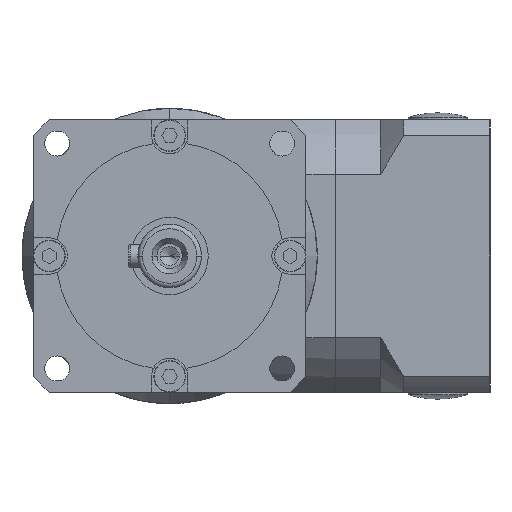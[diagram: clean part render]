
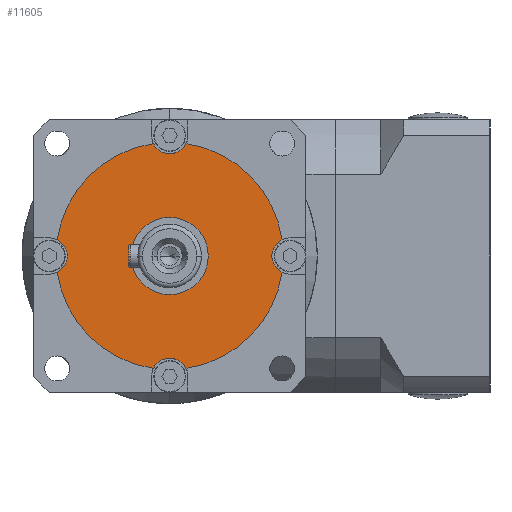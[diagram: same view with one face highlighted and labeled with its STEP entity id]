
A CAD part, left-side view. The second image highlights one B-rep face of the part: STEP entity #11605.
In plain terms, the highlighted planar face has unit normal (-1, 0, 0).
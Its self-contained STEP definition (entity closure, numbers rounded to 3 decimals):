
#107 = CARTESIAN_POINT ( 'NONE',  ( -62.5, 26.5, 0. ) ) ;
#474 = AXIS2_PLACEMENT_3D ( 'NONE', #8753, #4308, #10635 ) ;
#586 = VERTEX_POINT ( 'NONE', #12222 ) ;
#747 = CIRCLE ( 'NONE', #15653, 4. ) ;
#1223 = VERTEX_POINT ( 'NONE', #12534 ) ;
#1347 = EDGE_LOOP ( 'NONE', ( #7622, #9805, #15070, #9783, #11249, #16088, #9984, #12546, #20036 ) ) ;
#1368 = CARTESIAN_POINT ( 'NONE',  ( -62.5, -24.741, 3.592 ) ) ;
#1392 = PLANE ( 'NONE',  #14022 ) ;
#1438 = EDGE_CURVE ( 'NONE', #16399, #5822, #7609, .T. ) ;
#2044 = CIRCLE ( 'NONE', #8679, 25. ) ;
#2211 = DIRECTION ( 'NONE',  ( -1., 0., 0. ) ) ;
#2548 = DIRECTION ( 'NONE',  ( -1., 0., 0. ) ) ;
#2751 = DIRECTION ( 'NONE',  ( 0., -1., 0. ) ) ;
#2928 = CARTESIAN_POINT ( 'NONE',  ( -62.5, 22.5, 0. ) ) ;
#3052 = DIRECTION ( 'NONE',  ( -1., 0., 0. ) ) ;
#3777 = CARTESIAN_POINT ( 'NONE',  ( -62.5, 0., -26.5 ) ) ;
#3803 = CARTESIAN_POINT ( 'NONE',  ( -62.5, 26.5, 0. ) ) ;
#4004 = VERTEX_POINT ( 'NONE', #8391 ) ;
#4034 = AXIS2_PLACEMENT_3D ( 'NONE', #3777, #17657, #19624 ) ;
#4111 = DIRECTION ( 'NONE',  ( 0., -1., 0. ) ) ;
#4308 = DIRECTION ( 'NONE',  ( -1., 0., 0. ) ) ;
#4871 = EDGE_CURVE ( 'NONE', #1223, #5822, #2044, .T. ) ;
#5809 = AXIS2_PLACEMENT_3D ( 'NONE', #20206, #7886, #20411 ) ;
#5810 = EDGE_CURVE ( 'NONE', #1223, #17082, #747, .T. ) ;
#5822 = VERTEX_POINT ( 'NONE', #12290 ) ;
#6726 = CARTESIAN_POINT ( 'NONE',  ( -62.5, -3.592, 24.741 ) ) ;
#6949 = AXIS2_PLACEMENT_3D ( 'NONE', #3803, #2548, #4111 ) ;
#7137 = CIRCLE ( 'NONE', #5809, 4. ) ;
#7177 = DIRECTION ( 'NONE',  ( -1., 0., 0. ) ) ;
#7272 = VERTEX_POINT ( 'NONE', #19730 ) ;
#7609 = CIRCLE ( 'NONE', #6949, 4. ) ;
#7622 = ORIENTED_EDGE ( 'NONE', *, *, #13591, .F. ) ;
#7651 = DIRECTION ( 'NONE',  ( -1., 0., 0. ) ) ;
#7886 = DIRECTION ( 'NONE',  ( -1., 0., 0. ) ) ;
#8031 = CIRCLE ( 'NONE', #4034, 4. ) ;
#8391 = CARTESIAN_POINT ( 'NONE',  ( -62.5, 3.592, -24.741 ) ) ;
#8679 = AXIS2_PLACEMENT_3D ( 'NONE', #15054, #2211, #8846 ) ;
#8753 = CARTESIAN_POINT ( 'NONE',  ( -62.5, 0., 0. ) ) ;
#8846 = DIRECTION ( 'NONE',  ( 0., -1., 0. ) ) ;
#9276 = FACE_OUTER_BOUND ( 'NONE', #1347, .T. ) ;
#9783 = ORIENTED_EDGE ( 'NONE', *, *, #14046, .T. ) ;
#9805 = ORIENTED_EDGE ( 'NONE', *, *, #17940, .T. ) ;
#9984 = ORIENTED_EDGE ( 'NONE', *, *, #5810, .F. ) ;
#10105 = CIRCLE ( 'NONE', #16711, 4. ) ;
#10180 = DIRECTION ( 'NONE',  ( 0., -1., 0. ) ) ;
#10306 = EDGE_CURVE ( 'NONE', #586, #4004, #8031, .T. ) ;
#10364 = CARTESIAN_POINT ( 'NONE',  ( -62.5, 0., 0. ) ) ;
#10635 = DIRECTION ( 'NONE',  ( 0., -1., 0. ) ) ;
#11087 = CIRCLE ( 'NONE', #474, 25. ) ;
#11249 = ORIENTED_EDGE ( 'NONE', *, *, #13365, .F. ) ;
#11605 = ADVANCED_FACE ( 'NONE', ( #9276 ), #1392, .T. ) ;
#11807 = EDGE_CURVE ( 'NONE', #13046, #17082, #16648, .T. ) ;
#11835 = CARTESIAN_POINT ( 'NONE',  ( -62.5, 0., 0. ) ) ;
#12116 = DIRECTION ( 'NONE',  ( 0., -1., 0. ) ) ;
#12222 = CARTESIAN_POINT ( 'NONE',  ( -62.5, -3.592, -24.741 ) ) ;
#12290 = CARTESIAN_POINT ( 'NONE',  ( -62.5, 24.741, 3.592 ) ) ;
#12482 = CARTESIAN_POINT ( 'NONE',  ( -62.5, 0., 0. ) ) ;
#12534 = CARTESIAN_POINT ( 'NONE',  ( -62.5, 3.592, 24.741 ) ) ;
#12546 = ORIENTED_EDGE ( 'NONE', *, *, #4871, .T. ) ;
#12745 = DIRECTION ( 'NONE',  ( -1., 0., 0. ) ) ;
#12780 = VERTEX_POINT ( 'NONE', #17373 ) ;
#13046 = VERTEX_POINT ( 'NONE', #1368 ) ;
#13365 = EDGE_CURVE ( 'NONE', #13046, #7272, #7137, .T. ) ;
#13591 = EDGE_CURVE ( 'NONE', #12780, #16399, #10105, .T. ) ;
#14022 = AXIS2_PLACEMENT_3D ( 'NONE', #12482, #3052, #15684 ) ;
#14046 = EDGE_CURVE ( 'NONE', #586, #7272, #11087, .T. ) ;
#15054 = CARTESIAN_POINT ( 'NONE',  ( -62.5, 0., 0. ) ) ;
#15070 = ORIENTED_EDGE ( 'NONE', *, *, #10306, .F. ) ;
#15653 = AXIS2_PLACEMENT_3D ( 'NONE', #20483, #7651, #2751 ) ;
#15684 = DIRECTION ( 'NONE',  ( 0., 0., 1. ) ) ;
#15748 = AXIS2_PLACEMENT_3D ( 'NONE', #10364, #18221, #12116 ) ;
#16088 = ORIENTED_EDGE ( 'NONE', *, *, #11807, .T. ) ;
#16399 = VERTEX_POINT ( 'NONE', #2928 ) ;
#16648 = CIRCLE ( 'NONE', #18295, 25. ) ;
#16711 = AXIS2_PLACEMENT_3D ( 'NONE', #107, #12745, #19252 ) ;
#17082 = VERTEX_POINT ( 'NONE', #6726 ) ;
#17373 = CARTESIAN_POINT ( 'NONE',  ( -62.5, 24.741, -3.592 ) ) ;
#17657 = DIRECTION ( 'NONE',  ( -1., 0., 0. ) ) ;
#17940 = EDGE_CURVE ( 'NONE', #12780, #4004, #18397, .T. ) ;
#18221 = DIRECTION ( 'NONE',  ( -1., 0., 0. ) ) ;
#18295 = AXIS2_PLACEMENT_3D ( 'NONE', #11835, #7177, #10180 ) ;
#18397 = CIRCLE ( 'NONE', #15748, 25. ) ;
#19252 = DIRECTION ( 'NONE',  ( 0., -1., 0. ) ) ;
#19624 = DIRECTION ( 'NONE',  ( 0., -1., 0. ) ) ;
#19730 = CARTESIAN_POINT ( 'NONE',  ( -62.5, -24.741, -3.592 ) ) ;
#20036 = ORIENTED_EDGE ( 'NONE', *, *, #1438, .F. ) ;
#20206 = CARTESIAN_POINT ( 'NONE',  ( -62.5, -26.5, 0. ) ) ;
#20411 = DIRECTION ( 'NONE',  ( 0., -1., 0. ) ) ;
#20483 = CARTESIAN_POINT ( 'NONE',  ( -62.5, 0., 26.5 ) ) ;
